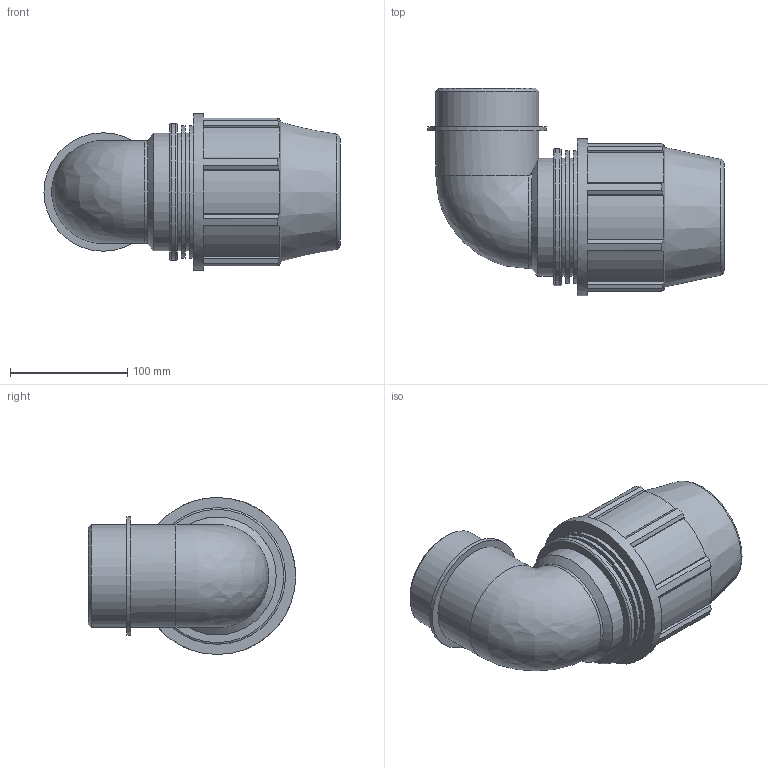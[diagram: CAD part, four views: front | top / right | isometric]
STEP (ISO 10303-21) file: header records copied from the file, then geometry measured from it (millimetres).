
FILE_DESCRIPTION(/* description */ ('PLASSON 90° ELBOW MALE ADAPTOR 75-3"'),/* implementation_level */ '2;1');
FILE_NAME(/* name */ '0785060750300A.ipt.stp',/* time_stamp */ '2018-03-25T20:11:07+03:00',/* author */ ('KIM'),/* organization */ (''),/* preprocessor_version */ 'ST-DEVELOPER v15.6',/* originating_system */ 'Autodesk Inventor 2015',/* authorisation */ '');
FILE_SCHEMA (('AUTOMOTIVE_DESIGN { 1 0 10303 214 3 1 1 }'));
Length unit declared in the file: millimetre
Products named in the file (1): 0785060750300A
Bounding box: 252.53 x 177 x 134 mm (x, y, z)
Volume: 1487134 mm3; surface area: 193263.9 mm2
Topology: 1 solids, 1 shells, 85 faces, 214 edges, 139 vertices
Faces by surface type: plane 52, cylinder 22, cone 6, torus 4, bspline 1
Full cylindrical faces by diameter (mm): 61.519 x2, 75 x1, 87.884 x2, 100.5 x3, 101.067 x1, 113.083 x2, 116.58 x1, 134 x1
Entity records: 2440 total; most frequent: CARTESIAN_POINT 490, DIRECTION 406, ORIENTED_EDGE 370, EDGE_CURVE 185, AXIS2_PLACEMENT_3D 155, VERTEX_POINT 134, EDGE_LOOP 119, LINE 96
